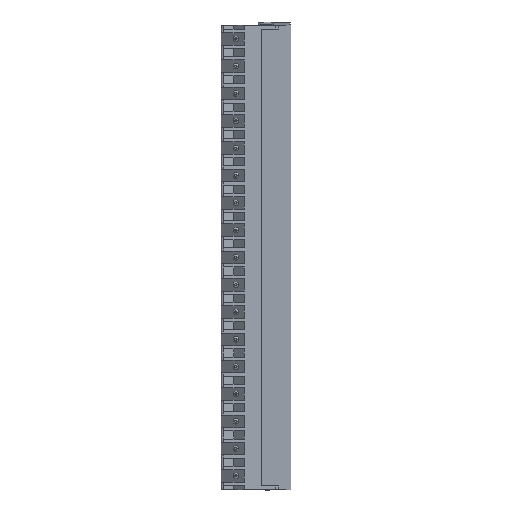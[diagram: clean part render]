
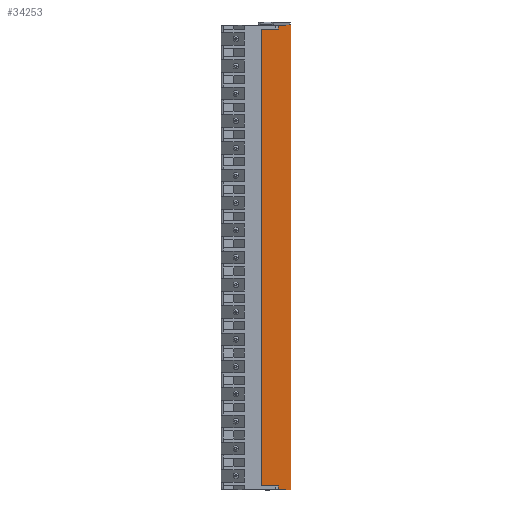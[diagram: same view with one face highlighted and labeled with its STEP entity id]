
A CAD part, front view. The second image highlights one B-rep face of the part: STEP entity #34253.
In plain terms, the highlighted planar face has unit normal (0.82, -0.572, 0).
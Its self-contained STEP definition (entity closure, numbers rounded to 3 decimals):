
#64=DIRECTION('',(0.572,0.82,0.));
#65=VECTOR('',#64,4.018);
#66=CARTESIAN_POINT('',(6.25,4.448,82.5));
#67=LINE('',#66,#65);
#7349=DIRECTION('',(0.572,0.82,0.));
#7350=VECTOR('',#7349,5.425);
#7351=CARTESIAN_POINT('',(3.145,0.,81.8));
#7352=LINE('',#7351,#7350);
#7353=DIRECTION('',(0.,0.,-1.));
#7354=VECTOR('',#7353,0.7);
#7355=CARTESIAN_POINT('',(6.25,4.448,82.5));
#7356=LINE('',#7355,#7354);
#7357=DIRECTION('',(0.,0.,1.));
#7358=VECTOR('',#7357,0.7);
#7359=CARTESIAN_POINT('',(6.25,4.448,-2.5));
#7360=LINE('',#7359,#7358);
#7361=DIRECTION('',(0.572,0.82,0.));
#7362=VECTOR('',#7361,5.425);
#7363=CARTESIAN_POINT('',(3.145,0.,-1.8));
#7364=LINE('',#7363,#7362);
#7365=DIRECTION('',(0.,0.,-1.));
#7366=VECTOR('',#7365,83.6);
#7367=CARTESIAN_POINT('',(3.145,0.,81.8));
#7368=LINE('',#7367,#7366);
#7382=DIRECTION('',(0.,0.,-1.));
#7383=VECTOR('',#7382,85.);
#7384=CARTESIAN_POINT('',(8.55,7.743,82.5));
#7385=LINE('',#7384,#7383);
#7471=DIRECTION('',(0.572,0.82,0.));
#7472=VECTOR('',#7471,4.018);
#7473=CARTESIAN_POINT('',(6.25,4.448,-2.5));
#7474=LINE('',#7473,#7472);
#19814=CARTESIAN_POINT('',(8.55,7.743,82.5));
#19816=VERTEX_POINT('',#19814);
#19838=CARTESIAN_POINT('',(8.55,7.743,-2.5));
#19840=VERTEX_POINT('',#19838);
#20474=CARTESIAN_POINT('',(3.145,0.,-1.8));
#20475=CARTESIAN_POINT('',(6.25,4.448,-1.8));
#20476=VERTEX_POINT('',#20474);
#20477=VERTEX_POINT('',#20475);
#20478=CARTESIAN_POINT('',(6.25,4.448,-2.5));
#20479=VERTEX_POINT('',#20478);
#20488=CARTESIAN_POINT('',(3.145,0.,81.8));
#20489=CARTESIAN_POINT('',(6.25,4.448,81.8));
#20490=VERTEX_POINT('',#20488);
#20491=VERTEX_POINT('',#20489);
#20492=CARTESIAN_POINT('',(6.25,4.448,82.5));
#20493=VERTEX_POINT('',#20492);
#34233=CARTESIAN_POINT('',(3.145,0.,82.5));
#34234=DIRECTION('',(0.82,-0.572,0.));
#34235=DIRECTION('',(0.572,0.82,0.));
#34236=AXIS2_PLACEMENT_3D('',#34233,#34234,#34235);
#34237=PLANE('',#34236);
#34239=ORIENTED_EDGE('',*,*,#34238,.T.);
#34240=ORIENTED_EDGE('',*,*,#34224,.F.);
#34241=ORIENTED_EDGE('',*,*,#25651,.T.);
#34243=ORIENTED_EDGE('',*,*,#34242,.T.);
#34245=ORIENTED_EDGE('',*,*,#34244,.F.);
#34247=ORIENTED_EDGE('',*,*,#34246,.T.);
#34249=ORIENTED_EDGE('',*,*,#34248,.F.);
#34250=ORIENTED_EDGE('',*,*,#33922,.F.);
#34251=EDGE_LOOP('',(#34239,#34240,#34241,#34243,#34245,#34247,#34249,#34250));
#34252=FACE_OUTER_BOUND('',#34251,.F.);
#25651=EDGE_CURVE('',#20493,#19816,#67,.T.);
#33922=EDGE_CURVE('',#20490,#20476,#7368,.T.);
#34224=EDGE_CURVE('',#20493,#20491,#7356,.T.);
#34238=EDGE_CURVE('',#20490,#20491,#7352,.T.);
#34242=EDGE_CURVE('',#19816,#19840,#7385,.T.);
#34244=EDGE_CURVE('',#20479,#19840,#7474,.T.);
#34246=EDGE_CURVE('',#20479,#20477,#7360,.T.);
#34248=EDGE_CURVE('',#20476,#20477,#7364,.T.);
#34253=ADVANCED_FACE('',(#34252),#34237,.T.);
